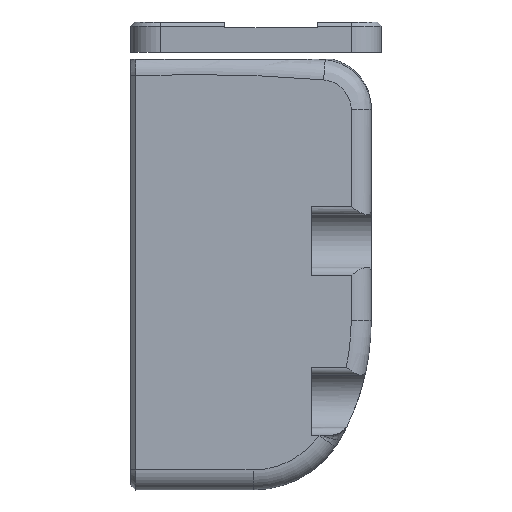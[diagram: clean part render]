
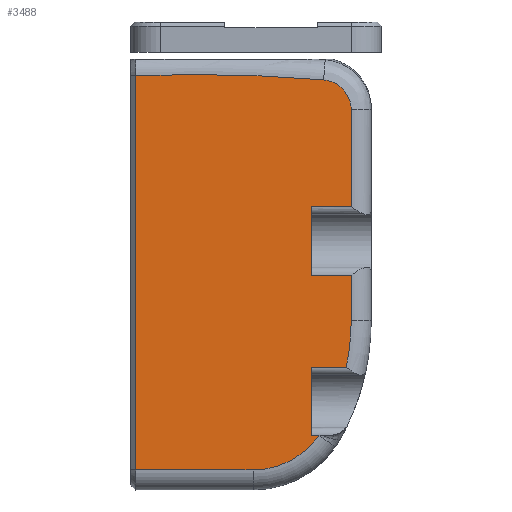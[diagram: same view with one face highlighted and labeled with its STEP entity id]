
A CAD part, left-side view. The second image highlights one B-rep face of the part: STEP entity #3488.
In plain terms, the highlighted planar face has unit normal (-1, 0, 0).
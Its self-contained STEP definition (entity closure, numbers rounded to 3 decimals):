
#214=B_SPLINE_CURVE_WITH_KNOTS('',3,(#6881,#6882,#6883,#6884,#6885),
 .UNSPECIFIED.,.F.,.F.,(4,1,4),(0.,0.192,0.447),
 .UNSPECIFIED.);
#218=B_SPLINE_CURVE_WITH_KNOTS('',3,(#6939,#6940,#6941,#6942),
 .UNSPECIFIED.,.F.,.F.,(4,4),(-0.296,-0.294),
 .UNSPECIFIED.);
#351=CIRCLE('',#3791,160.574);
#357=CIRCLE('',#3802,8.);
#358=CIRCLE('',#3803,22.334);
#579=FACE_OUTER_BOUND('',#782,.T.);
#782=EDGE_LOOP('',(#2835,#2836,#2837,#2838,#2839,#2840,#2841,#2842,#2843,
#2844,#2845,#2846,#2847,#2848,#2849));
#986=LINE('',#6332,#1234);
#988=LINE('',#6354,#1236);
#999=LINE('',#6544,#1247);
#1012=LINE('',#6830,#1260);
#1015=LINE('',#6895,#1263);
#1019=LINE('',#6926,#1267);
#1020=LINE('',#6930,#1268);
#1021=LINE('',#6932,#1269);
#1022=LINE('',#6935,#1270);
#1023=LINE('',#6938,#1271);
#1234=VECTOR('',#4284,10.);
#1236=VECTOR('',#4306,10.);
#1247=VECTOR('',#4385,10.);
#1260=VECTOR('',#4448,10.);
#1263=VECTOR('',#4463,10.);
#1267=VECTOR('',#4477,10.);
#1268=VECTOR('',#4480,10.);
#1269=VECTOR('',#4481,10.);
#1270=VECTOR('',#4484,10.);
#1271=VECTOR('',#4487,10.);
#1542=VERTEX_POINT('',#6330);
#1543=VERTEX_POINT('',#6331);
#1552=VERTEX_POINT('',#6352);
#1553=VERTEX_POINT('',#6353);
#1578=VERTEX_POINT('',#6528);
#1596=VERTEX_POINT('',#6816);
#1598=VERTEX_POINT('',#6833);
#1599=VERTEX_POINT('',#6843);
#1602=VERTEX_POINT('',#6874);
#1607=VERTEX_POINT('',#6913);
#1608=VERTEX_POINT('',#6928);
#1609=VERTEX_POINT('',#6929);
#1610=VERTEX_POINT('',#6931);
#1611=VERTEX_POINT('',#6933);
#1612=VERTEX_POINT('',#6936);
#1950=EDGE_CURVE('',#1542,#1543,#986,.T.);
#1960=EDGE_CURVE('',#1552,#1553,#988,.T.);
#2001=EDGE_CURVE('',#1578,#1553,#999,.T.);
#2037=EDGE_CURVE('',#1596,#1543,#1012,.T.);
#2040=EDGE_CURVE('',#1598,#1599,#351,.T.);
#2045=EDGE_CURVE('',#1599,#1602,#214,.T.);
#2048=EDGE_CURVE('',#1602,#1596,#1015,.T.);
#2056=EDGE_CURVE('',#1542,#1607,#1019,.T.);
#2057=EDGE_CURVE('',#1608,#1609,#1020,.T.);
#2058=EDGE_CURVE('',#1610,#1608,#1021,.T.);
#2059=EDGE_CURVE('',#1611,#1610,#357,.T.);
#2060=EDGE_CURVE('',#1552,#1611,#1022,.T.);
#2061=EDGE_CURVE('',#1612,#1578,#358,.T.);
#2062=EDGE_CURVE('',#1607,#1612,#1023,.T.);
#2063=EDGE_CURVE('',#1609,#1598,#218,.T.);
#2835=ORIENTED_EDGE('',*,*,#2057,.F.);
#2836=ORIENTED_EDGE('',*,*,#2058,.F.);
#2837=ORIENTED_EDGE('',*,*,#2059,.F.);
#2838=ORIENTED_EDGE('',*,*,#2060,.F.);
#2839=ORIENTED_EDGE('',*,*,#1960,.T.);
#2840=ORIENTED_EDGE('',*,*,#2001,.F.);
#2841=ORIENTED_EDGE('',*,*,#2061,.F.);
#2842=ORIENTED_EDGE('',*,*,#2062,.F.);
#2843=ORIENTED_EDGE('',*,*,#2056,.F.);
#2844=ORIENTED_EDGE('',*,*,#1950,.T.);
#2845=ORIENTED_EDGE('',*,*,#2037,.F.);
#2846=ORIENTED_EDGE('',*,*,#2048,.F.);
#2847=ORIENTED_EDGE('',*,*,#2045,.F.);
#2848=ORIENTED_EDGE('',*,*,#2040,.F.);
#2849=ORIENTED_EDGE('',*,*,#2063,.F.);
#3344=PLANE('',#3801);
#3488=ADVANCED_FACE('',(#579),#3344,.T.);
#3791=AXIS2_PLACEMENT_3D('',#6844,#4452,#4453);
#3801=AXIS2_PLACEMENT_3D('',#6927,#4478,#4479);
#3802=AXIS2_PLACEMENT_3D('',#6934,#4482,#4483);
#3803=AXIS2_PLACEMENT_3D('',#6937,#4485,#4486);
#4284=DIRECTION('',(0.,0.,1.));
#4306=DIRECTION('',(0.,0.,1.));
#4385=DIRECTION('',(0.,1.,0.));
#4448=DIRECTION('',(0.,1.,0.));
#4452=DIRECTION('center_axis',(1.,0.,0.));
#4453=DIRECTION('ref_axis',(0.,-0.021,1.));
#4463=DIRECTION('',(0.,0.,-1.));
#4477=DIRECTION('',(0.,-1.,0.));
#4478=DIRECTION('center_axis',(-1.,0.,0.));
#4479=DIRECTION('ref_axis',(0.,1.,0.));
#4480=DIRECTION('',(0.,0.,1.));
#4481=DIRECTION('',(0.,1.,0.));
#4482=DIRECTION('center_axis',(1.,0.,0.));
#4483=DIRECTION('ref_axis',(0.,-0.508,-0.862));
#4484=DIRECTION('',(0.,-1.,0.));
#4485=DIRECTION('center_axis',(1.,0.,0.));
#4486=DIRECTION('ref_axis',(0.,-0.995,-0.097));
#4487=DIRECTION('',(0.,0.,-1.));
#6330=CARTESIAN_POINT('',(312.,324.,33.551));
#6331=CARTESIAN_POINT('',(312.,324.,40.349));
#6332=CARTESIAN_POINT('',(312.,324.,35.95));
#6352=CARTESIAN_POINT('',(312.,324.,17.551));
#6353=CARTESIAN_POINT('',(312.,324.,24.349));
#6354=CARTESIAN_POINT('',(312.,324.,27.95));
#6528=CARTESIAN_POINT('',(312.,320.501,24.349));
#6544=CARTESIAN_POINT('',(312.,324.,24.349));
#6816=CARTESIAN_POINT('',(312.,320.,40.349));
#6830=CARTESIAN_POINT('',(312.,324.,40.349));
#6833=CARTESIAN_POINT('',(312.,341.5,53.452));
#6843=CARTESIAN_POINT('',(312.,322.758,53.029));
#6844=CARTESIAN_POINT('Origin',(312.,335.75,-107.019));
#6874=CARTESIAN_POINT('',(312.,320.,50.035));
#6881=CARTESIAN_POINT('Ctrl Pts',(312.,322.758,53.029));
#6882=CARTESIAN_POINT('Ctrl Pts',(312.,322.121,52.977));
#6883=CARTESIAN_POINT('Ctrl Pts',(312.,320.674,52.365));
#6884=CARTESIAN_POINT('Ctrl Pts',(312.,320.,50.887));
#6885=CARTESIAN_POINT('Ctrl Pts',(312.,320.,50.035));
#6895=CARTESIAN_POINT('',(312.,320.,46.375));
#6913=CARTESIAN_POINT('',(312.,320.,33.551));
#6926=CARTESIAN_POINT('',(312.,324.,33.551));
#6927=CARTESIAN_POINT('Origin',(312.,330.,34.95));
#6928=CARTESIAN_POINT('',(312.,341.5,14.1));
#6929=CARTESIAN_POINT('',(312.,341.5,53.434));
#6930=CARTESIAN_POINT('',(312.,341.5,23.525));
#6931=CARTESIAN_POINT('',(312.,329.798,14.1));
#6932=CARTESIAN_POINT('',(312.,329.899,14.1));
#6933=CARTESIAN_POINT('',(312.,323.217,17.551));
#6934=CARTESIAN_POINT('Origin',(312.,329.798,22.1));
#6935=CARTESIAN_POINT('',(312.,324.,17.551));
#6936=CARTESIAN_POINT('',(312.,320.,29.05));
#6937=CARTESIAN_POINT('Origin',(312.,342.335,29.05));
#6938=CARTESIAN_POINT('',(312.,320.,46.375));
#6939=CARTESIAN_POINT('Ctrl Pts',(312.,341.5,53.434));
#6940=CARTESIAN_POINT('Ctrl Pts',(312.,341.5,53.44));
#6941=CARTESIAN_POINT('Ctrl Pts',(312.,341.5,53.446));
#6942=CARTESIAN_POINT('Ctrl Pts',(312.,341.5,53.452));
